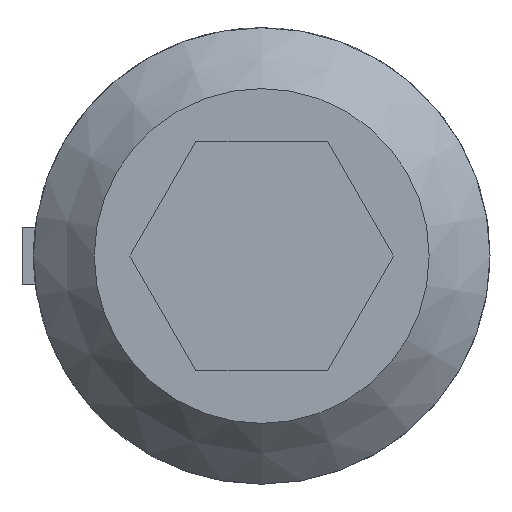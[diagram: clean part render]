
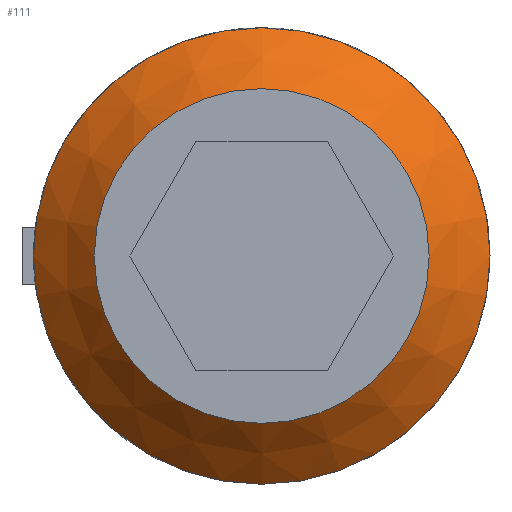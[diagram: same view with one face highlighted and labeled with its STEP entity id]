
A CAD part, left-side view. The second image highlights one B-rep face of the part: STEP entity #111.
In plain terms, the highlighted conical face has half-angle 45 degrees and reference radius 2.2 mm.
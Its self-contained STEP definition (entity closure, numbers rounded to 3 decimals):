
#111 = ADVANCED_FACE( '', ( #224, #225 ), #226, .T. );
#224 = FACE_OUTER_BOUND( '', #334, .T. );
#225 = FACE_BOUND( '', #335, .T. );
#226 = CONICAL_SURFACE( '', #336, 2.2, 0.785 );
#334 = EDGE_LOOP( '', ( #575 ) );
#335 = EDGE_LOOP( '', ( #576 ) );
#336 = AXIS2_PLACEMENT_3D( '', #577, #578, #579 );
#575 = ORIENTED_EDGE( '', *, *, #691, .F. );
#576 = ORIENTED_EDGE( '', *, *, #647, .T. );
#577 = CARTESIAN_POINT( '', ( 0., 0., 0. ) );
#578 = DIRECTION( '', ( 1., 0., 0. ) );
#579 = DIRECTION( '', ( 0., 0., -1. ) );
#647 = EDGE_CURVE( '', #769, #769, #770, .T. );
#691 = EDGE_CURVE( '', #829, #829, #830, .T. );
#769 = VERTEX_POINT( '', #941 );
#770 = CIRCLE( '', #942, 2.2 );
#829 = VERTEX_POINT( '', #1024 );
#830 = CIRCLE( '', #1025, 3. );
#941 = CARTESIAN_POINT( '', ( 0., 0., -2.2 ) );
#942 = AXIS2_PLACEMENT_3D( '', #1067, #1068, #1069 );
#1024 = CARTESIAN_POINT( '', ( 0.8, 0., -3. ) );
#1025 = AXIS2_PLACEMENT_3D( '', #1111, #1112, #1113 );
#1067 = CARTESIAN_POINT( '', ( 0., 0., 0. ) );
#1068 = DIRECTION( '', ( 1., 0., 0. ) );
#1069 = DIRECTION( '', ( 0., 0., -1. ) );
#1111 = CARTESIAN_POINT( '', ( 0.8, 0., 0. ) );
#1112 = DIRECTION( '', ( 1., 0., 0. ) );
#1113 = DIRECTION( '', ( 0., 0., -1. ) );
